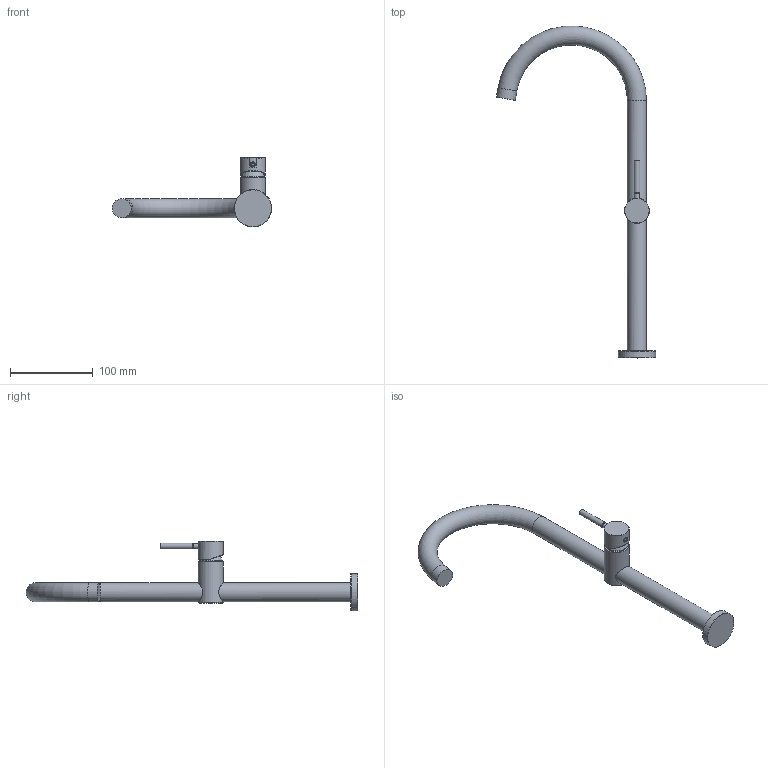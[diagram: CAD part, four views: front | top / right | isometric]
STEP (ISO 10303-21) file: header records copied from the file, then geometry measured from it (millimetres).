
FILE_DESCRIPTION(/* description */ (''),/* implementation_level */ '2;1');
FILE_NAME(/* name */ 'RL01 3D.dwg.stp',/* time_stamp */ '2016-11-21T10:15:11-05:00',/* author */ ('simonb'),/* organization */ (''),/* preprocessor_version */ 'ST-DEVELOPER v15.6',/* originating_system */ 'Autodesk Inventor 2015',/* authorisation */ '');
FILE_SCHEMA (('AUTOMOTIVE_DESIGN { 1 0 10303 214 3 1 1 }'));
Length unit declared in the file: millimetre
Products named in the file (1): RL01 3D
Bounding box: 191.82 x 400.16 x 84.21 mm (x, y, z)
Volume: 275218.8 mm3; surface area: 54686 mm2
Topology: 2 solids, 2 shells, 97 faces, 249 edges, 161 vertices
Faces by surface type: plane 41, torus 21, cylinder 20, bspline 12, sphere 2, cone 1
Full cylindrical faces by diameter (mm): 6 x1, 7 x1, 11 x1, 23 x3, 25 x1, 27.6 x1, 30 x2, 45 x1
Entity records: 3687 total; most frequent: CARTESIAN_POINT 1401, ORIENTED_EDGE 440, DIRECTION 398, EDGE_CURVE 219, AXIS2_PLACEMENT_3D 163, VERTEX_POINT 154, EDGE_LOOP 128, STYLED_ITEM 99
